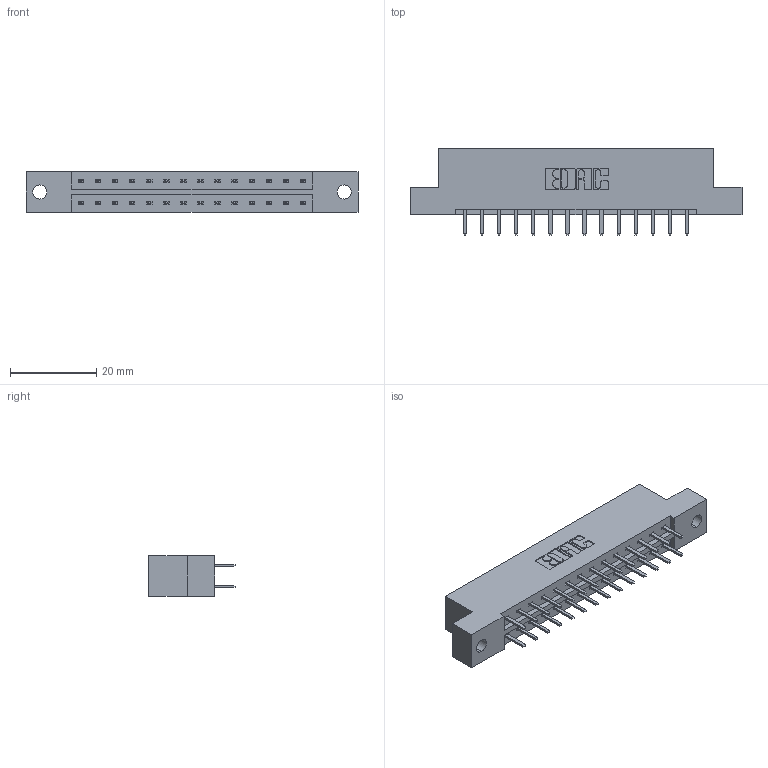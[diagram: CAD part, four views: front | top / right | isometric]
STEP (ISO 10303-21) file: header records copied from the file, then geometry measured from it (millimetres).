
FILE_DESCRIPTION (( 'STEP AP203' ), '1' );
FILE_NAME ('833-028-520-202.STEP', '2020-06-02T07:39:41', ( '' ), ( '' ), 'SwSTEP 2.0', 'SolidWorks 2020', '' );
FILE_SCHEMA (( 'CONFIG_CONTROL_DESIGN' ));
Length unit declared in the file: inch
Products named in the file (3): 345-292-001_345-293-120; 833-028-520-202; 833 Part_Flush - .128 Dia
Assembly tree (29 placements, depth 2):
  833-028-520-202
    833 Part_Flush - .128 Dia
    345-292-001_345-293-120  x28
Bounding box: 77.01 x 20.02 x 9.4 mm (x, y, z)
Volume: 7551.7 mm3; surface area: 8321.2 mm2
Topology: 29 solids, 29 shells, 1682 faces, 4875 edges, 3174 vertices
Faces by surface type: plane 1134, cylinder 548
Entity records: 12745 total; most frequent: CARTESIAN_POINT 2158, ORIENTED_EDGE 2082, DIRECTION 1881, EDGE_CURVE 1041, LINE 909, VECTOR 909, VERTEX_POINT 690, AXIS2_PLACEMENT_3D 486
